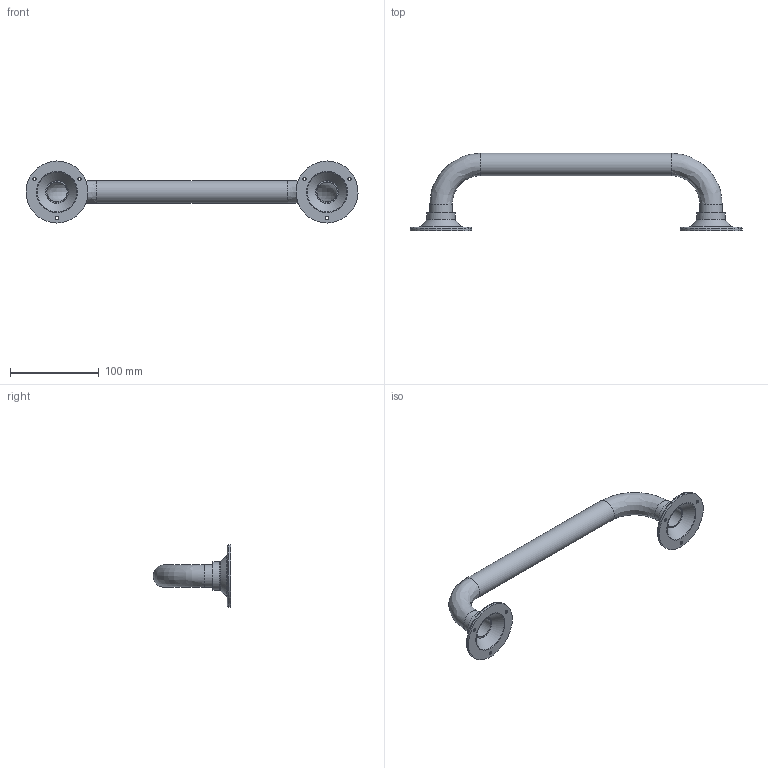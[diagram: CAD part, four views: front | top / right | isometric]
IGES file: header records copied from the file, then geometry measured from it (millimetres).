
Global section: file name: N19-B; native system: Autodesk Inventor 2018; preprocessor: unknown; author: aduggalther; date: 20171018.095545; units: millimetre
Bounding box: 374.74 x 87.55 x 70 mm (x, y, z)
Volume: 69559.5 mm3; surface area: 80009.5 mm2
Topology: 3 solids, 3 shells, 56 faces, 166 edges, 112 vertices
Faces by surface type: bspline 56
